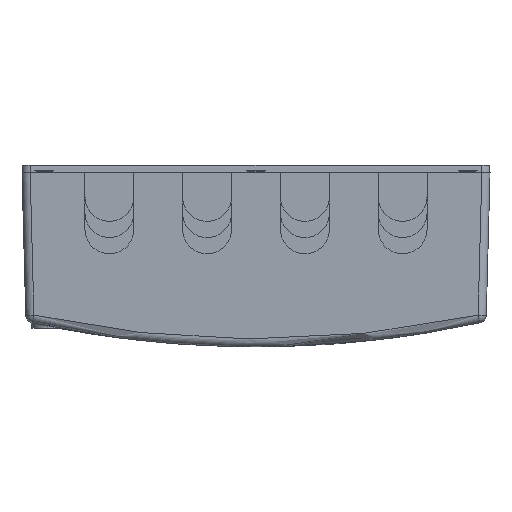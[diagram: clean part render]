
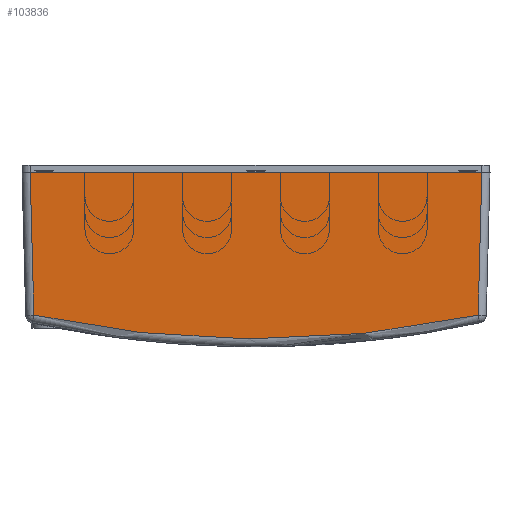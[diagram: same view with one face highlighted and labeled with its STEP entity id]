
A CAD part, front view. The second image highlights one B-rep face of the part: STEP entity #103836.
In plain terms, the highlighted face is planar.
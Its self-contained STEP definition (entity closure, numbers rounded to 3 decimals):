
#88638=CARTESIAN_POINT('',(180.601,-138.649,
0.388));
#88739=DIRECTION('',(-0.026,0.026,0.999));
#88740=VECTOR('',#88739,87.643);
#88741=CARTESIAN_POINT('',(180.601,-138.649,
0.388));
#88742=LINE('',#88741,#88740);
#88746=CARTESIAN_POINT('',(178.306,-136.356,
87.971));
#88747=CARTESIAN_POINT('',(178.222,-121.412,
91.219));
#88748=CARTESIAN_POINT('',(178.081,-91.38,
96.632));
#88749=CARTESIAN_POINT('',(177.952,-45.796,
101.53));
#88750=CARTESIAN_POINT('',(177.91,0.003,
103.164));
#88751=CARTESIAN_POINT('',(177.952,45.803,101.53));
#88752=CARTESIAN_POINT('',(178.081,91.387,96.632));
#88753=CARTESIAN_POINT('',(178.222,121.419,91.219));
#88754=CARTESIAN_POINT('',(178.306,136.362,87.971));
#88759=DIRECTION('',(0.026,0.026,-0.999));
#88760=VECTOR('',#88759,87.643);
#88761=CARTESIAN_POINT('',(178.306,136.362,87.971));
#88762=LINE('',#88761,#88760);
#88766=DIRECTION('',(0.,-1.,0.));
#88767=VECTOR('',#88766,277.305);
#88768=CARTESIAN_POINT('',(180.601,138.656,
0.388));
#88769=LINE('',#88768,#88767);
#100946=VERTEX_POINT('',#88638);
#100947=CARTESIAN_POINT('',(180.601,138.656,
0.388));
#100948=VERTEX_POINT('',#100947);
#101173=CARTESIAN_POINT('',(178.308,-136.355,
87.971));
#101174=VERTEX_POINT('',#101173);
#101184=CARTESIAN_POINT('',(178.308,136.362,
87.971));
#101185=VERTEX_POINT('',#101184);
#103824=CARTESIAN_POINT('',(180.601,0.003,
0.388));
#103825=DIRECTION('',(1.,0.,0.026));
#103826=DIRECTION('',(-0.026,0.,1.));
#103827=AXIS2_PLACEMENT_3D('',#103824,#103825,#103826);
#103828=PLANE('',#103827);
#103829=ORIENTED_EDGE('',*,*,#103733,.T.);
#103831=ORIENTED_EDGE('',*,*,#103830,.T.);
#103832=ORIENTED_EDGE('',*,*,#103817,.T.);
#103833=ORIENTED_EDGE('',*,*,#103411,.T.);
#103834=EDGE_LOOP('',(#103829,#103831,#103832,#103833));
#103835=FACE_OUTER_BOUND('',#103834,.F.);
#88755=B_SPLINE_CURVE_WITH_KNOTS('',3,(#88746,#88747,#88748,#88749,#88750,
#88751,#88752,#88753,#88754),.UNSPECIFIED.,.F.,.F.,(4,1,1,1,1,1,4),(0.,
0.167,0.333,0.5,0.667,0.833,
1.),.UNSPECIFIED.);
#103411=EDGE_CURVE('',#100948,#100946,#88769,.T.);
#103733=EDGE_CURVE('',#100946,#101174,#88742,.T.);
#103817=EDGE_CURVE('',#101185,#100948,#88762,.T.);
#103830=EDGE_CURVE('',#101174,#101185,#88755,.T.);
#103836=ADVANCED_FACE('',(#103835),#103828,.T.);
